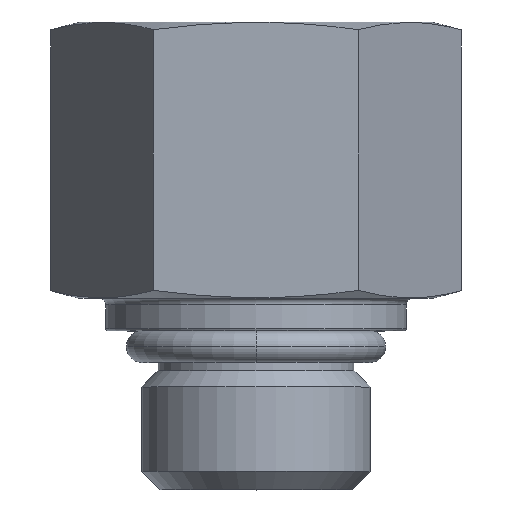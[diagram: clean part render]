
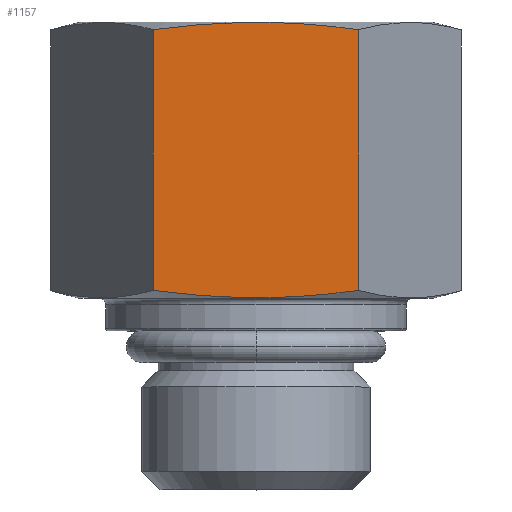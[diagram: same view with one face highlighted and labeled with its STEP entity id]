
A CAD part, top view. The second image highlights one B-rep face of the part: STEP entity #1157.
In plain terms, the highlighted planar face has unit normal (0, 0, 1).
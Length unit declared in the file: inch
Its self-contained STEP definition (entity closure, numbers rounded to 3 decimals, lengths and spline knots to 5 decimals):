
#401=DIRECTION('',(0.,1.,0.));
#402=VECTOR('',#401,0.64139);
#403=CARTESIAN_POINT('',(0.25259,0.48981,0.4375));
#404=LINE('',#403,#402);
#437=CARTESIAN_POINT('',(-0.25259,0.48981,0.4375));
#438=CARTESIAN_POINT('',(-0.2309,0.4869,0.4375));
#439=CARTESIAN_POINT('',(-0.18796,0.48171,0.4375));
#440=CARTESIAN_POINT('',(-0.1255,0.47604,0.4375));
#441=CARTESIAN_POINT('',(-0.06291,0.47248,0.4375));
#442=CARTESIAN_POINT('',(0.00002,0.47126,0.4375));
#443=CARTESIAN_POINT('',(0.06295,0.47248,0.4375));
#444=CARTESIAN_POINT('',(0.12555,0.47605,0.4375));
#445=CARTESIAN_POINT('',(0.18797,0.48171,0.4375));
#446=CARTESIAN_POINT('',(0.23091,0.4869,0.4375));
#447=CARTESIAN_POINT('',(0.25259,0.48981,0.4375));
#452=DIRECTION('',(0.,1.,0.));
#453=VECTOR('',#452,0.64139);
#454=CARTESIAN_POINT('',(-0.25259,0.48981,0.4375));
#455=LINE('',#454,#453);
#459=CARTESIAN_POINT('',(-0.25259,1.13119,0.4375));
#460=CARTESIAN_POINT('',(-0.2309,1.1341,0.4375));
#461=CARTESIAN_POINT('',(-0.18796,1.13929,0.4375));
#462=CARTESIAN_POINT('',(-0.1255,1.14496,0.4375));
#463=CARTESIAN_POINT('',(-0.06291,1.14852,0.4375));
#464=CARTESIAN_POINT('',(0.00002,1.14974,0.4375));
#465=CARTESIAN_POINT('',(0.06295,1.14852,0.4375));
#466=CARTESIAN_POINT('',(0.12555,1.14495,0.4375));
#467=CARTESIAN_POINT('',(0.18797,1.13929,0.4375));
#468=CARTESIAN_POINT('',(0.23091,1.1341,0.4375));
#469=CARTESIAN_POINT('',(0.25259,1.13119,0.4375));
#819=VERTEX_POINT('',#437);
#820=VERTEX_POINT('',#447);
#821=VERTEX_POINT('',#459);
#822=VERTEX_POINT('',#469);
#1145=CARTESIAN_POINT('',(-0.25259,0.,0.4375));
#1146=DIRECTION('',(0.,0.,1.));
#1147=DIRECTION('',(1.,0.,0.));
#1148=AXIS2_PLACEMENT_3D('',#1145,#1146,#1147);
#1149=PLANE('',#1148);
#1150=ORIENTED_EDGE('',*,*,#1131,.F.);
#1152=ORIENTED_EDGE('',*,*,#1151,.T.);
#1153=ORIENTED_EDGE('',*,*,#1103,.T.);
#1154=ORIENTED_EDGE('',*,*,#1118,.F.);
#1155=EDGE_LOOP('',(#1150,#1152,#1153,#1154));
#1156=FACE_OUTER_BOUND('',#1155,.F.);
#448=B_SPLINE_CURVE_WITH_KNOTS('',3,(#437,#438,#439,#440,#441,#442,#443,#444,
#445,#446,#447),.UNSPECIFIED.,.F.,.F.,(4,1,1,1,1,1,1,1,4),(0.,0.125,0.25,
0.375,0.5,0.625,0.75,0.875,1.),.UNSPECIFIED.);
#470=B_SPLINE_CURVE_WITH_KNOTS('',3,(#459,#460,#461,#462,#463,#464,#465,#466,
#467,#468,#469),.UNSPECIFIED.,.F.,.F.,(4,1,1,1,1,1,1,1,4),(0.,0.125,0.25,
0.375,0.5,0.625,0.75,0.875,1.),.UNSPECIFIED.);
#1103=EDGE_CURVE('',#821,#822,#470,.T.);
#1118=EDGE_CURVE('',#820,#822,#404,.T.);
#1131=EDGE_CURVE('',#819,#820,#448,.T.);
#1151=EDGE_CURVE('',#819,#821,#455,.T.);
#1157=ADVANCED_FACE('',(#1156),#1149,.T.);
